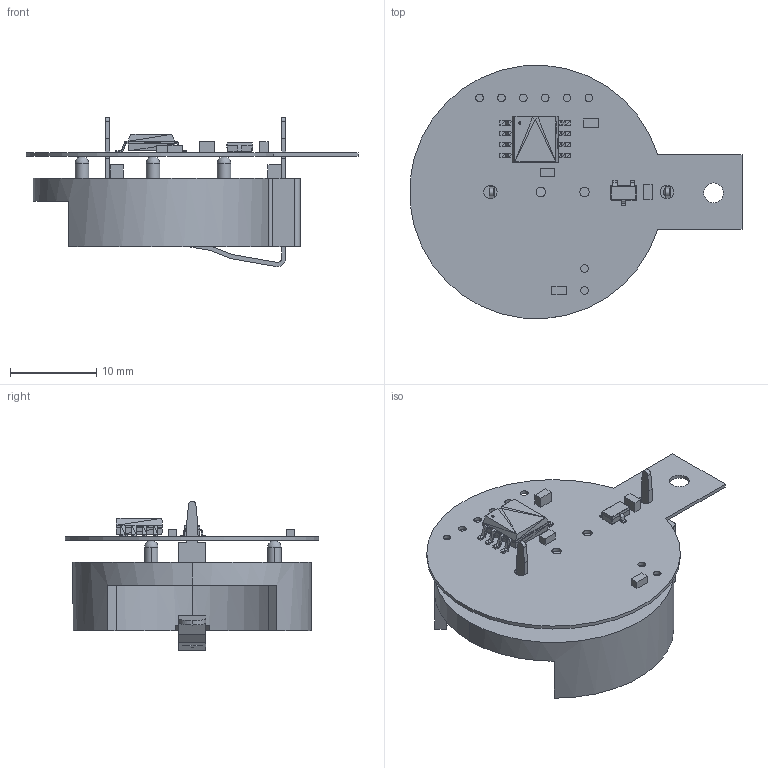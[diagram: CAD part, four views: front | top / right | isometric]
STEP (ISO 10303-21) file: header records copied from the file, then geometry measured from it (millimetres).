
FILE_DESCRIPTION(('Open CASCADE Model'),'2;1');
FILE_NAME('Open CASCADE Shape Model','2018-11-17T22:25:05',('Author'),( 'Open CASCADE'),'Open CASCADE STEP processor 6.8','Open CASCADE 6.8' ,'Unknown');
FILE_SCHEMA(('AUTOMOTIVE_DESIGN { 1 0 10303 214 1 1 1 1 }'));
Length unit declared in the file: millimetre
Products named in the file (20): PCB; Board; B1; keystone-PN1025-7; U2; SOT23-3; 6058774336; Extruded; C1; 6058774528; C2; 6058774720; R2; 6058774912; R1; U1; 8S2
Assembly tree (20 placements, depth 4):
  PCB
    Board
    B1
      keystone-PN1025-7
    U2
      SOT23-3
      6058774336
        Extruded
    C1
      6058774528
        Extruded
    C2
      6058774720
        Extruded
    R2
      6058774912
        Extruded
    R1
      6058774912
        Extruded
    U1
      8S2
Bounding box: 38.55 x 29.4 x 17.34 mm (x, y, z)
Volume: 2086.2 mm3; surface area: 4383.8 mm2
Topology: 11 solids, 407 shells, 654 faces, 1855 edges, 1621 vertices
Faces by surface type: plane 558, bspline 48, cylinder 43, sphere 3, cone 2
Full cylindrical faces by diameter (mm): 0.9 x8, 1.1 x2, 1.524 x2, 2.286 x1
Entity records: 27473 total; most frequent: CARTESIAN_POINT 6281, DIRECTION 3039, ORIENTED_EDGE 2492, EDGE_CURVE 1840, VERTEX_POINT 1613, LINE 1603, VECTOR 1603, AXIS2_PLACEMENT_3D 718
